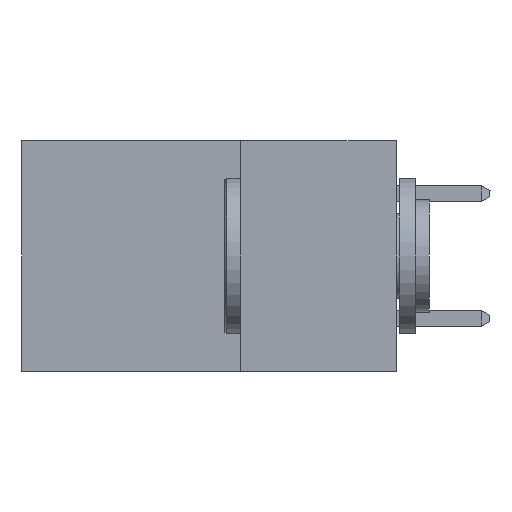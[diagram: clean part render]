
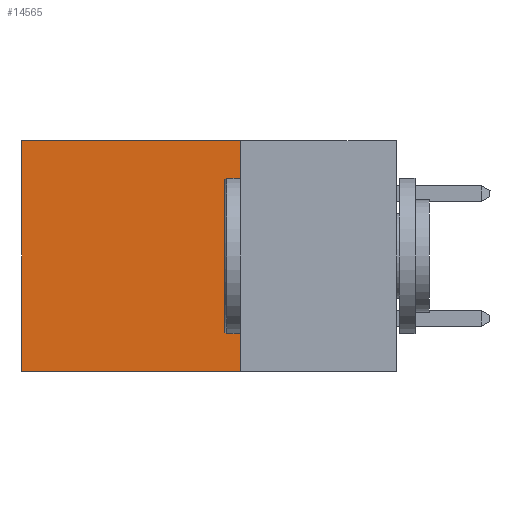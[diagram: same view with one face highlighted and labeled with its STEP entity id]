
A CAD part, left-side view. The second image highlights one B-rep face of the part: STEP entity #14565.
In plain terms, the highlighted planar face has unit normal (-1, 0, 0).
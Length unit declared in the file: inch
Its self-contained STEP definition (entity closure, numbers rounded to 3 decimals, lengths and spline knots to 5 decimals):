
#825 = CARTESIAN_POINT ( 'NONE',  ( 0.298, 0.25, 0. ) ) ;
#1517 = ORIENTED_EDGE ( 'NONE', *, *, #19923, .T. ) ;
#2613 = VERTEX_POINT ( 'NONE', #13365 ) ;
#2791 = EDGE_LOOP ( 'NONE', ( #17695, #9920, #17648, #1517 ) ) ;
#3735 = FACE_OUTER_BOUND ( 'NONE', #2791, .T. ) ;
#4114 = DIRECTION ( 'NONE',  ( 0., 0., -1. ) ) ;
#5130 = CARTESIAN_POINT ( 'NONE',  ( 0.298, 0.25, -0.37 ) ) ;
#5491 = VECTOR ( 'NONE', #6431, 39.37008 ) ;
#5994 = LINE ( 'NONE', #17323, #5491 ) ;
#6189 = VECTOR ( 'NONE', #8766, 39.37008 ) ;
#6431 = DIRECTION ( 'NONE',  ( 0., 0., -1. ) ) ;
#7094 = LINE ( 'NONE', #5130, #19016 ) ;
#7302 = EDGE_CURVE ( 'NONE', #2613, #16048, #12378, .T. ) ;
#7755 = VECTOR ( 'NONE', #8019, 39.37008 ) ;
#8019 = DIRECTION ( 'NONE',  ( 0., 0., -1. ) ) ;
#8045 = CARTESIAN_POINT ( 'NONE',  ( 0.298, 0.6, 0. ) ) ;
#8305 = DIRECTION ( 'NONE',  ( 0., 1., 0. ) ) ;
#8766 = DIRECTION ( 'NONE',  ( 0., 1., 0. ) ) ;
#8801 = PLANE ( 'NONE',  #9849 ) ;
#9271 = VERTEX_POINT ( 'NONE', #18742 ) ;
#9849 = AXIS2_PLACEMENT_3D ( 'NONE', #825, #13494, #4114 ) ;
#9920 = ORIENTED_EDGE ( 'NONE', *, *, #10716, .F. ) ;
#10377 = LINE ( 'NONE', #11814, #6189 ) ;
#10716 = EDGE_CURVE ( 'NONE', #9271, #16048, #7094, .T. ) ;
#11814 = CARTESIAN_POINT ( 'NONE',  ( 0.298, 0.25, 0. ) ) ;
#11936 = CARTESIAN_POINT ( 'NONE',  ( 0.298, 0.25, 0. ) ) ;
#12134 = CARTESIAN_POINT ( 'NONE',  ( 0.298, 0.6, -0.37 ) ) ;
#12378 = LINE ( 'NONE', #8045, #7755 ) ;
#13365 = CARTESIAN_POINT ( 'NONE',  ( 0.298, 0.6, 0. ) ) ;
#13494 = DIRECTION ( 'NONE',  ( 1., 0., 0. ) ) ;
#14565 = ADVANCED_FACE ( 'NONE', ( #3735 ), #8801, .F. ) ;
#15938 = VERTEX_POINT ( 'NONE', #11936 ) ;
#16048 = VERTEX_POINT ( 'NONE', #12134 ) ;
#17323 = CARTESIAN_POINT ( 'NONE',  ( 0.298, 0.25, 0. ) ) ;
#17648 = ORIENTED_EDGE ( 'NONE', *, *, #18261, .F. ) ;
#17695 = ORIENTED_EDGE ( 'NONE', *, *, #7302, .T. ) ;
#18261 = EDGE_CURVE ( 'NONE', #15938, #9271, #5994, .T. ) ;
#18742 = CARTESIAN_POINT ( 'NONE',  ( 0.298, 0.25, -0.37 ) ) ;
#19016 = VECTOR ( 'NONE', #8305, 39.37008 ) ;
#19923 = EDGE_CURVE ( 'NONE', #15938, #2613, #10377, .T. ) ;
